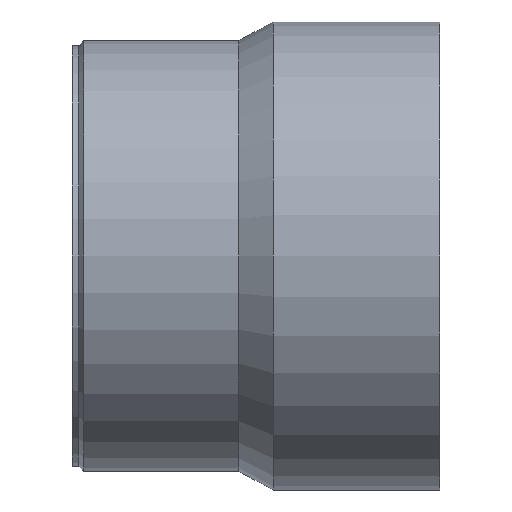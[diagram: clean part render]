
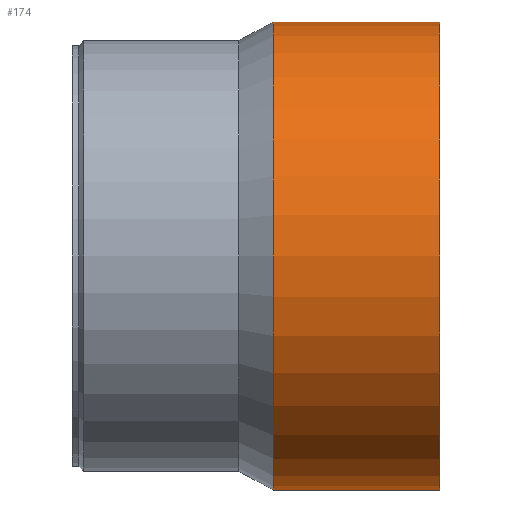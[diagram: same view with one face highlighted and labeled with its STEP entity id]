
A CAD part, front view. The second image highlights one B-rep face of the part: STEP entity #174.
In plain terms, the highlighted cylindrical face has radius 40.75 mm (diameter 81.5 mm), a full revolution.
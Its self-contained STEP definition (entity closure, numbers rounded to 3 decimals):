
#28=FACE_OUTER_BOUND('',#41,.T.);
#41=EDGE_LOOP('',(#130,#131,#132,#133));
#58=LINE('',#308,#67);
#67=VECTOR('',#249,40.75);
#76=CIRCLE('',#209,40.75);
#77=CIRCLE('',#211,40.75);
#89=VERTEX_POINT('',#302);
#90=VERTEX_POINT('',#306);
#103=EDGE_CURVE('',#89,#89,#76,.T.);
#105=EDGE_CURVE('',#90,#90,#77,.T.);
#106=EDGE_CURVE('',#90,#89,#58,.T.);
#130=ORIENTED_EDGE('',*,*,#105,.F.);
#131=ORIENTED_EDGE('',*,*,#106,.T.);
#132=ORIENTED_EDGE('',*,*,#103,.T.);
#133=ORIENTED_EDGE('',*,*,#106,.F.);
#167=CYLINDRICAL_SURFACE('',#210,40.75);
#174=ADVANCED_FACE('',(#28),#167,.T.);
#209=AXIS2_PLACEMENT_3D('',#303,#242,#243);
#210=AXIS2_PLACEMENT_3D('',#305,#245,#246);
#211=AXIS2_PLACEMENT_3D('',#307,#247,#248);
#242=DIRECTION('center_axis',(1.,0.,0.));
#243=DIRECTION('ref_axis',(0.,0.,-1.));
#245=DIRECTION('center_axis',(1.,0.,0.));
#246=DIRECTION('ref_axis',(0.,1.,0.));
#247=DIRECTION('center_axis',(1.,0.,0.));
#248=DIRECTION('ref_axis',(0.,0.,-1.));
#249=DIRECTION('',(-1.,0.,0.));
#302=CARTESIAN_POINT('',(-29.,-40.75,0.));
#303=CARTESIAN_POINT('Origin',(-29.,0.,0.));
#305=CARTESIAN_POINT('Origin',(-14.5,0.,0.));
#306=CARTESIAN_POINT('',(0.,-40.75,0.));
#307=CARTESIAN_POINT('Origin',(0.,0.,0.));
#308=CARTESIAN_POINT('',(-14.5,-40.75,0.));
